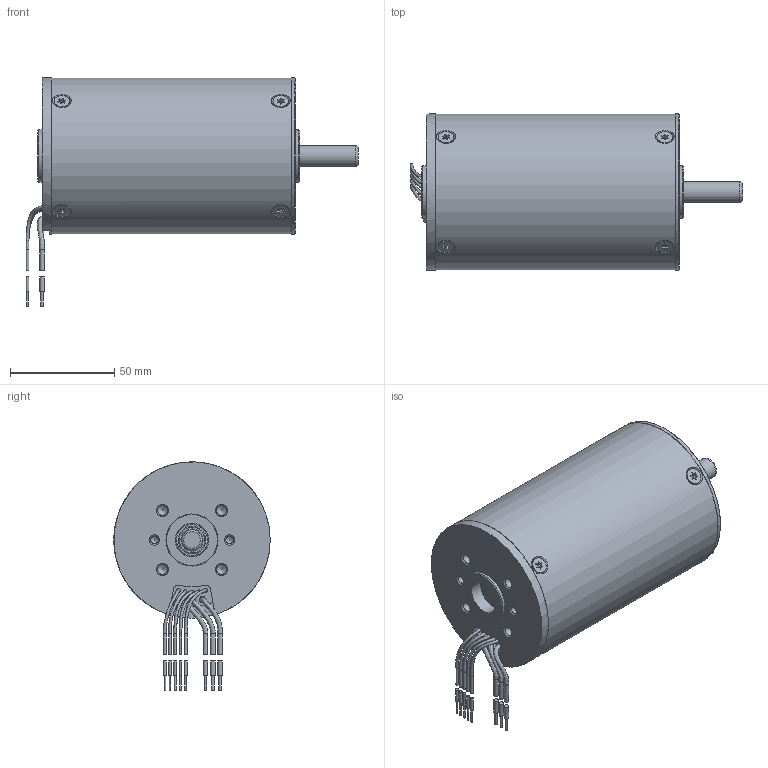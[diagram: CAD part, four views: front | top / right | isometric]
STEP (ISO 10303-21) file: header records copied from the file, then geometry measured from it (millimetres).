
FILE_DESCRIPTION(/* description */ (''),/* implementation_level */ '2;1');
FILE_NAME(/* name */ 'ECM75x40.stp',/* time_stamp */ '2014-02-28T11:24:57+01:00',/* author */ ('KÃ¤hlig'),/* organization */ ('KÃ¤hlig Antriebstechnik GmbH'),/* preprocessor_version */ 'ST-DEVELOPER v11',/* originating_system */ 'SIEMENS UGS NX 6.0',/* authorisation */ 'Weitergabe an dritte nicht zulÃ¤ssig');
FILE_SCHEMA (('AUTOMOTIVE_DESIGN { 1 0 10303 214 1 1 1 1 }'));
Length unit declared in the file: millimetre
Products named in the file (1): Schi1AB6p2tc
Bounding box: 159.2 x 75 x 109.5 mm (x, y, z)
Volume: 180722.8 mm3; surface area: 95347.7 mm2
Topology: 40 solids, 40 shells, 571 faces, 1348 edges, 878 vertices
Faces by surface type: plane 218, cylinder 192, cone 119, torus 22, bspline 20
Full cylindrical faces by diameter (mm): 0.8 x5, 1.2 x3, 1.4 x15, 1.7 x5, 2.05 x2, 2.1 x1, 2.2 x9, 3 x3, 3.4 x8, 3.6 x18, 4 x8, 4.6 x8, 7.5 x8, 10 x3, 12.4 x4, 13.15 x2, 16 x2, 16.571 x4, 21.422 x2, 25 x2, 26 x3, 27.2 x1, 66.8 x2, 69.1 x1, 69.3 x8, 75 x3
Entity records: 19189 total; most frequent: CARTESIAN_POINT 7600, DIRECTION 2427, ORIENTED_EDGE 1794, AXIS2_PLACEMENT_3D 1037, EDGE_LOOP 930, EDGE_CURVE 897, VERTEX_POINT 748, FACE_BOUND 740
